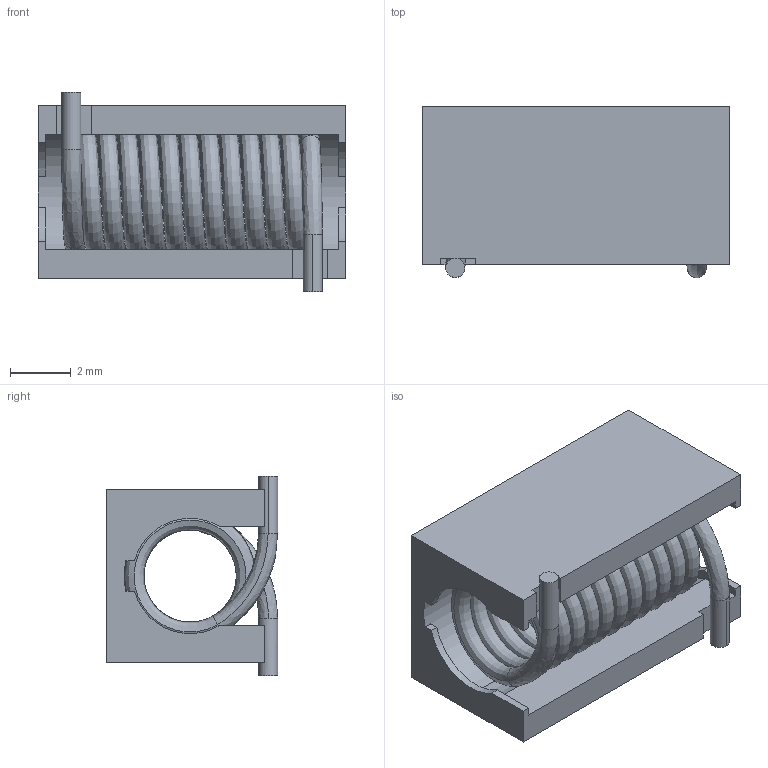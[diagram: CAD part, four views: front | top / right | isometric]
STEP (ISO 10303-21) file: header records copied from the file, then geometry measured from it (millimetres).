
FILE_DESCRIPTION (( 'STEP AP214' ), '1' );
FILE_NAME ('Coilcraft-132-12SML.STEP', '2019-01-22T08:41:08', ( '' ), ( '' ), 'SwSTEP 2.0', 'SolidWorks 2018', '' );
FILE_SCHEMA (( 'AUTOMOTIVE_DESIGN' ));
Length unit declared in the file: inch
Products named in the file (3): Coilcraft-132-12SML; Coilcraft-132-12SML_37-2593_12_2; Coilcraft-132-12SML_W XXATZ2-X [132-XXSM]_132-12SM_2
Assembly tree (2 placements, depth 2):
  Coilcraft-132-12SML
    Coilcraft-132-12SML_37-2593_12_2
    Coilcraft-132-12SML_W XXATZ2-X [132-XXSM]_132-12SM_2
Bounding box: 10.16 x 5.66 x 6.6 mm (x, y, z)
Volume: 176.5 mm3; surface area: 633.4 mm2
Topology: 2 solids, 2 shells, 50 faces, 132 edges, 86 vertices
Faces by surface type: plane 31, cylinder 13, bspline 6
Entity records: 8714 total; most frequent: CARTESIAN_POINT 6721, ORIENTED_EDGE 264, DIRECTION 252, EDGE_CURVE 132, LINE 90, VECTOR 90, VERTEX_POINT 86, AXIS2_PLACEMENT_3D 81
